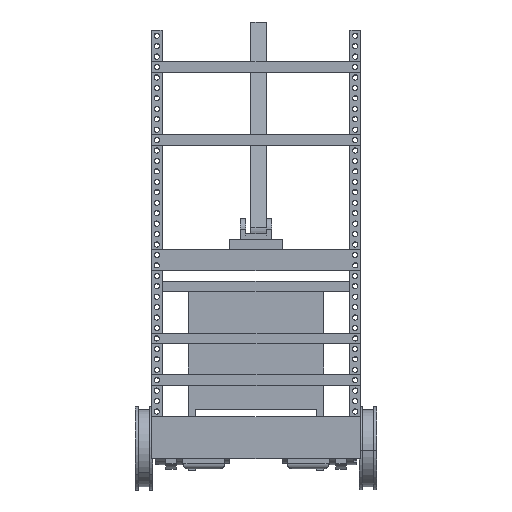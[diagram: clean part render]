
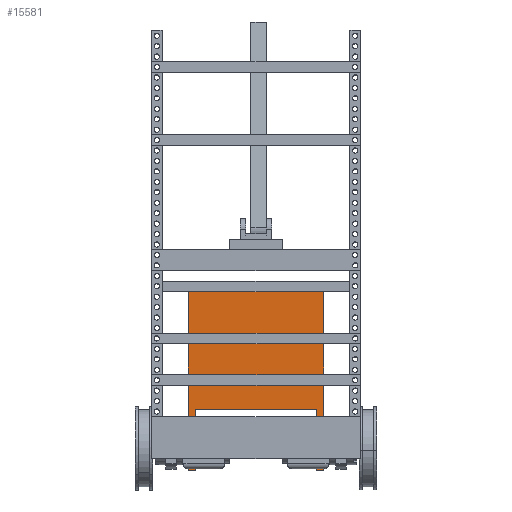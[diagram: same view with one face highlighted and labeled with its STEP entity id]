
A CAD part, top view. The second image highlights one B-rep face of the part: STEP entity #15581.
In plain terms, the highlighted face is planar.
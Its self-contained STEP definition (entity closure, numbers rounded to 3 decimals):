
#258 = ORIENTED_EDGE ( 'NONE', *, *, #13966, .F. ) ;
#475 = VERTEX_POINT ( 'NONE', #9766 ) ;
#664 = LINE ( 'NONE', #8173, #2529 ) ;
#750 = LINE ( 'NONE', #16224, #13616 ) ;
#1367 = CARTESIAN_POINT ( 'NONE',  ( 0., -32.5, 58. ) ) ;
#1448 = ORIENTED_EDGE ( 'NONE', *, *, #13818, .T. ) ;
#1500 = VECTOR ( 'NONE', #9809, 1000. ) ;
#1583 = DIRECTION ( 'NONE',  ( 0., 0., -1. ) ) ;
#2167 = LINE ( 'NONE', #12227, #8012 ) ;
#2529 = VECTOR ( 'NONE', #2803, 1000. ) ;
#2803 = DIRECTION ( 'NONE',  ( 0., -1., 0. ) ) ;
#3122 = EDGE_CURVE ( 'NONE', #11679, #5082, #750, .T. ) ;
#3328 = VECTOR ( 'NONE', #13637, 1000. ) ;
#3519 = DIRECTION ( 'NONE',  ( 0., 0., 1. ) ) ;
#3719 = CARTESIAN_POINT ( 'NONE',  ( 0., -90.5, -65. ) ) ;
#4191 = EDGE_LOOP ( 'NONE', ( #11893, #1448, #7432, #9282, #14408, #9756, #10474, #258 ) ) ;
#4581 = VERTEX_POINT ( 'NONE', #3719 ) ;
#4772 = VERTEX_POINT ( 'NONE', #16173 ) ;
#4831 = EDGE_CURVE ( 'NONE', #14213, #4581, #2167, .T. ) ;
#5082 = VERTEX_POINT ( 'NONE', #1367 ) ;
#5547 = VERTEX_POINT ( 'NONE', #14782 ) ;
#6052 = VERTEX_POINT ( 'NONE', #14591 ) ;
#6783 = EDGE_CURVE ( 'NONE', #14213, #11679, #6907, .T. ) ;
#6898 = CARTESIAN_POINT ( 'NONE',  ( 0., -32.5, -58. ) ) ;
#6907 = LINE ( 'NONE', #12345, #1500 ) ;
#6965 = AXIS2_PLACEMENT_3D ( 'NONE', #12922, #11405, #3519 ) ;
#7032 = FACE_OUTER_BOUND ( 'NONE', #4191, .T. ) ;
#7097 = LINE ( 'NONE', #10981, #3328 ) ;
#7432 = ORIENTED_EDGE ( 'NONE', *, *, #7509, .F. ) ;
#7509 = EDGE_CURVE ( 'NONE', #4581, #475, #7692, .T. ) ;
#7692 = LINE ( 'NONE', #9854, #10189 ) ;
#7697 = LINE ( 'NONE', #15410, #10806 ) ;
#8012 = VECTOR ( 'NONE', #1583, 1000. ) ;
#8173 = CARTESIAN_POINT ( 'NONE',  ( 0., 90.5, 65. ) ) ;
#8922 = CARTESIAN_POINT ( 'NONE',  ( 0., -32.5, 58. ) ) ;
#9282 = ORIENTED_EDGE ( 'NONE', *, *, #4831, .F. ) ;
#9756 = ORIENTED_EDGE ( 'NONE', *, *, #3122, .T. ) ;
#9766 = CARTESIAN_POINT ( 'NONE',  ( 0., 80.5, -65. ) ) ;
#9809 = DIRECTION ( 'NONE',  ( 0., 1., 0. ) ) ;
#9854 = CARTESIAN_POINT ( 'NONE',  ( 0., 90.5, -65. ) ) ;
#9998 = DIRECTION ( 'NONE',  ( 0., 0., -1. ) ) ;
#10189 = VECTOR ( 'NONE', #14119, 1000. ) ;
#10371 = LINE ( 'NONE', #8922, #13894 ) ;
#10474 = ORIENTED_EDGE ( 'NONE', *, *, #14436, .T. ) ;
#10806 = VECTOR ( 'NONE', #9998, 1000. ) ;
#10981 = CARTESIAN_POINT ( 'NONE',  ( 0., 80.5, -100. ) ) ;
#11405 = DIRECTION ( 'NONE',  ( -1., 0., 0. ) ) ;
#11679 = VERTEX_POINT ( 'NONE', #6898 ) ;
#11893 = ORIENTED_EDGE ( 'NONE', *, *, #12086, .F. ) ;
#12086 = EDGE_CURVE ( 'NONE', #6052, #4772, #664, .T. ) ;
#12227 = CARTESIAN_POINT ( 'NONE',  ( 0., -90.5, -65. ) ) ;
#12345 = CARTESIAN_POINT ( 'NONE',  ( 0., -32.5, -58. ) ) ;
#12922 = CARTESIAN_POINT ( 'NONE',  ( 0., 0., 0. ) ) ;
#13616 = VECTOR ( 'NONE', #15115, 1000. ) ;
#13637 = DIRECTION ( 'NONE',  ( 0., 0., -1. ) ) ;
#13818 = EDGE_CURVE ( 'NONE', #6052, #475, #7097, .T. ) ;
#13894 = VECTOR ( 'NONE', #15490, 1000. ) ;
#13966 = EDGE_CURVE ( 'NONE', #4772, #5547, #7697, .T. ) ;
#14119 = DIRECTION ( 'NONE',  ( 0., 1., 0. ) ) ;
#14213 = VERTEX_POINT ( 'NONE', #16615 ) ;
#14408 = ORIENTED_EDGE ( 'NONE', *, *, #6783, .T. ) ;
#14436 = EDGE_CURVE ( 'NONE', #5082, #5547, #10371, .T. ) ;
#14591 = CARTESIAN_POINT ( 'NONE',  ( 0., 80.5, 65. ) ) ;
#14782 = CARTESIAN_POINT ( 'NONE',  ( 0., -90.5, 58. ) ) ;
#15115 = DIRECTION ( 'NONE',  ( 0., 0., 1. ) ) ;
#15410 = CARTESIAN_POINT ( 'NONE',  ( 0., -90.5, -65. ) ) ;
#15490 = DIRECTION ( 'NONE',  ( 0., -1., 0. ) ) ;
#15581 = ADVANCED_FACE ( 'NONE', ( #7032 ), #16736, .T. ) ;
#16173 = CARTESIAN_POINT ( 'NONE',  ( 0., -90.5, 65. ) ) ;
#16224 = CARTESIAN_POINT ( 'NONE',  ( 0., -32.5, -58. ) ) ;
#16615 = CARTESIAN_POINT ( 'NONE',  ( 0., -90.5, -58. ) ) ;
#16736 = PLANE ( 'NONE',  #6965 ) ;
